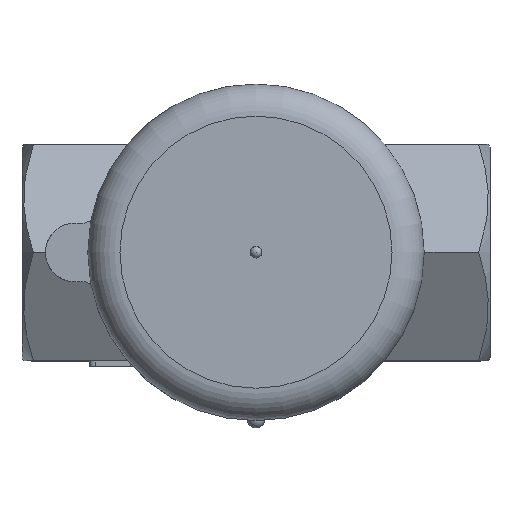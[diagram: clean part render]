
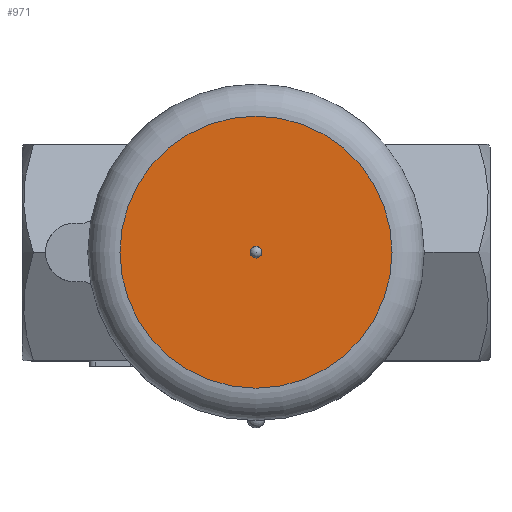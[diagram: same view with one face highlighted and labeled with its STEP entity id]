
A CAD part, top view. The second image highlights one B-rep face of the part: STEP entity #971.
In plain terms, the highlighted planar face has unit normal (0, 0, 1).
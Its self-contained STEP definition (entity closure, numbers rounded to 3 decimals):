
#912=CARTESIAN_POINT('',(0.,-1.,49.3));
#913=VERTEX_POINT('',#912);
#914=CARTESIAN_POINT('',(0.,0.0,49.3));
#915=DIRECTION('',(0.0,0.0,-1.0));
#916=DIRECTION('',(0.0,1.0,0.0));
#917=AXIS2_PLACEMENT_3D('',#914,#915,#916);
#918=CIRCLE('',#917,1.);
#919=EDGE_CURVE('',#913,#913,#918,.T.);
#952=CARTESIAN_POINT('',(-11.625,0.0,49.3));
#953=DIRECTION('',(0.0,0.0,1.0));
#954=DIRECTION('',(1.0,0.0,0.0));
#955=AXIS2_PLACEMENT_3D('',#952,#953,#954);
#956=PLANE('',#955);
#957=CARTESIAN_POINT('',(-23.25,0.0,49.3));
#958=VERTEX_POINT('',#957);
#959=CARTESIAN_POINT('',(0.,0.0,49.3));
#960=DIRECTION('',(0.0,0.0,-1.0));
#961=DIRECTION('',(-1.0,0.0,0.0));
#962=AXIS2_PLACEMENT_3D('',#959,#960,#961);
#963=CIRCLE('',#962,23.25);
#964=EDGE_CURVE('',#958,#958,#963,.T.);
#965=ORIENTED_EDGE('',*,*,#964,.F.);
#966=EDGE_LOOP('',(#965));
#967=FACE_OUTER_BOUND('',#966,.T.);
#968=ORIENTED_EDGE('',*,*,#919,.T.);
#969=EDGE_LOOP('',(#968));
#970=FACE_BOUND('',#969,.T.);
#971=ADVANCED_FACE('',(#967,#970),#956,.T.);
